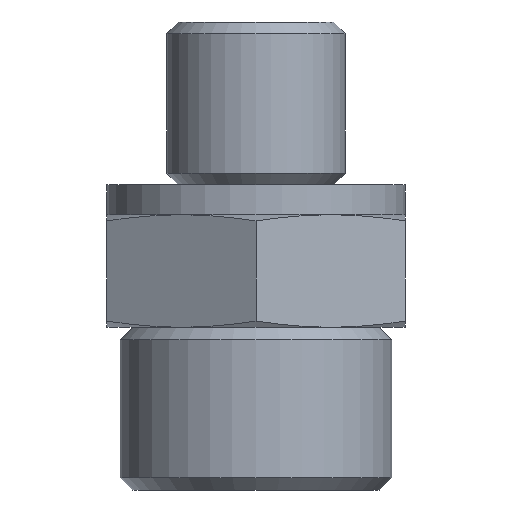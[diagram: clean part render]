
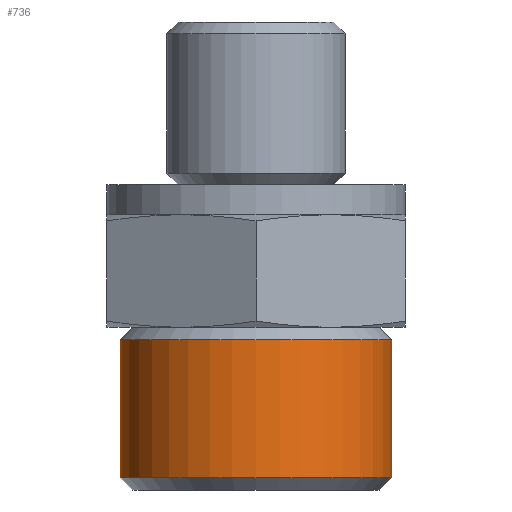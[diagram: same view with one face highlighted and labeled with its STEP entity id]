
A CAD part, front view. The second image highlights one B-rep face of the part: STEP entity #736.
In plain terms, the highlighted cylindrical face has radius 10 mm (diameter 20 mm), a full revolution.
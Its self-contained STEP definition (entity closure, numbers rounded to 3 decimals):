
#36=CYLINDRICAL_SURFACE('',#797,10.);
#71=CIRCLE('',#796,10.);
#72=CIRCLE('',#798,10.);
#129=ORIENTED_EDGE('',*,*,#242,.T.);
#130=ORIENTED_EDGE('',*,*,#241,.F.);
#241=EDGE_CURVE('',#293,#293,#71,.T.);
#242=EDGE_CURVE('',#294,#294,#72,.T.);
#293=VERTEX_POINT('',#1117);
#294=VERTEX_POINT('',#1120);
#355=EDGE_LOOP('',(#129));
#356=EDGE_LOOP('',(#130));
#411=FACE_BOUND('',#355,.T.);
#412=FACE_BOUND('',#356,.T.);
#736=ADVANCED_FACE('',(#411,#412),#36,.T.);
#796=AXIS2_PLACEMENT_3D('',#1116,#901,#902);
#797=AXIS2_PLACEMENT_3D('',#1118,#903,#904);
#798=AXIS2_PLACEMENT_3D('',#1119,#905,#906);
#901=DIRECTION('',(0.,0.,-1.));
#902=DIRECTION('',(0.,1.,0.));
#903=DIRECTION('',(0.,0.,-1.));
#904=DIRECTION('',(0.,1.,0.));
#905=DIRECTION('',(0.,0.,-1.));
#906=DIRECTION('',(0.,1.,0.));
#1116=CARTESIAN_POINT('',(0.,0.,-21.58));
#1117=CARTESIAN_POINT('',(0.,10.,-21.58));
#1118=CARTESIAN_POINT('',(0.,0.,-22.5));
#1119=CARTESIAN_POINT('',(0.,0.,-11.42));
#1120=CARTESIAN_POINT('',(0.,10.,-11.42));
